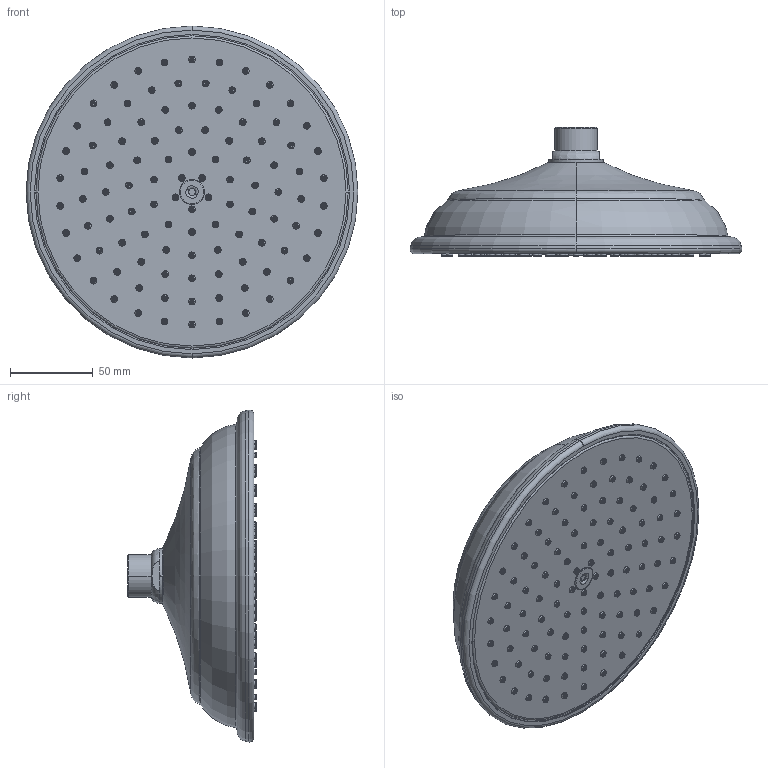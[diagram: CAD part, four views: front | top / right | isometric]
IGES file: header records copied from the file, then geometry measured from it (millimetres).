
Start section:  PTC IGES file: 2161_sw0002.igs
Global section: file name: 2161_sw0002.igs; native system: Creo Parametric by PTC Inc.; preprocessor: 2023134; author: nehatek; organization: Unknown; date: 20240528.181259; units: inch
Bounding box: 200.58 x 77.88 x 200.66 mm (x, y, z)
Surface area: 82774.2 mm2 (no closed solid volume)
Topology: 0 solids, 0 shells, 1533 faces, 6152 edges, 6152 vertices
Faces by surface type: revolution 1092, bspline 441
